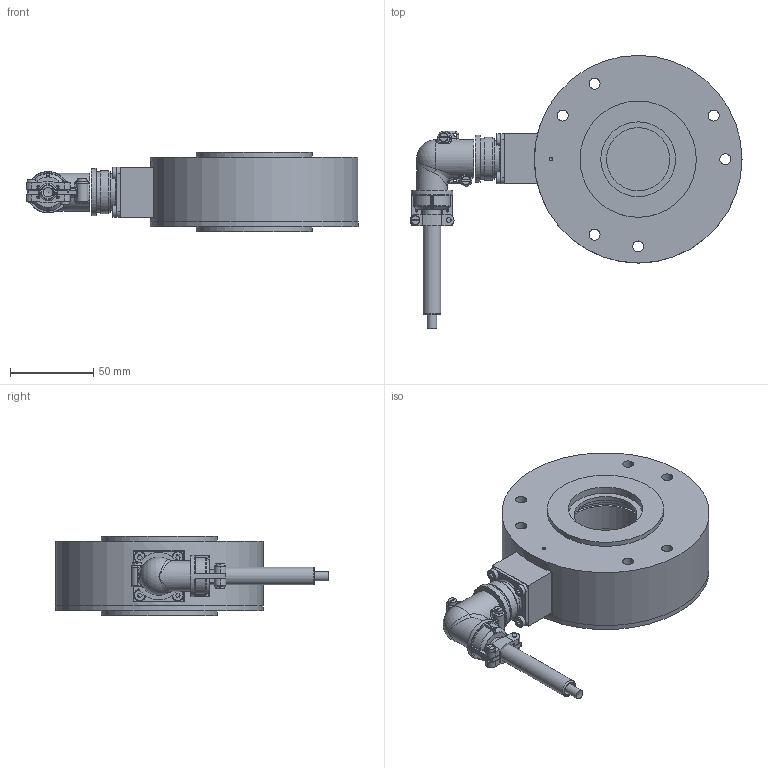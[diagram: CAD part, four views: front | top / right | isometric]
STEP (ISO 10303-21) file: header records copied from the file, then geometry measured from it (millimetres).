
FILE_DESCRIPTION (( 'STEP AP214' ), '1' );
FILE_NAME ('a_BZA2-30-160N...1600N-S STEP.STEP', '2024-10-04T12:05:05', ( '' ), ( '' ), 'SwSTEP 2.0', 'SolidWorks 2023', '' );
FILE_SCHEMA (( 'AUTOMOTIVE_DESIGN' ));
Length unit declared in the file: millimetre
Products named in the file (1): a_BZA2-30-160N...1600N-S STEP
Bounding box: 199.85 x 164.44 x 48 mm (x, y, z)
Surface area: 128171.2 mm2 (no closed solid volume)
Topology: 0 solids, 25 shells, 468 faces, 1252 edges, 783 vertices
Faces by surface type: cylinder 172, plane 160, torus 64, bspline 50, sphere 12, cone 10
Full cylindrical faces by diameter (mm): 1.3 x2, 1.8 x2, 2 x5, 2.5 x6, 3 x2, 3.4 x4, 5.7 x1, 6.6 x12, 7 x4, 7.9 x1, 10.6 x1, 11.2 x1, 18.5 x1, 22 x1, 24 x1, 24.5 x2, 25 x1, 26 x1, 28.5 x1, 38 x1, 45 x1, 47 x3, 49.5 x2, 70 x2, 95.9 x1, 96 x2, 125 x2
Entity records: 16702 total; most frequent: CARTESIAN_POINT 5696, DIRECTION 2335, ORIENTED_EDGE 2026, EDGE_CURVE 1138, AXIS2_PLACEMENT_3D 949, VERTEX_POINT 756, EDGE_LOOP 635, FACE_OUTER_BOUND 539
